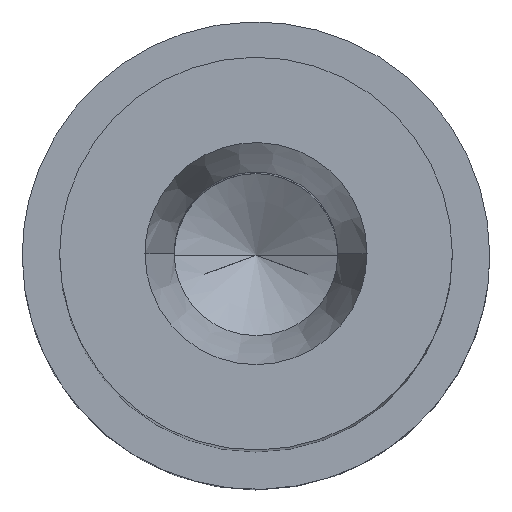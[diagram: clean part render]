
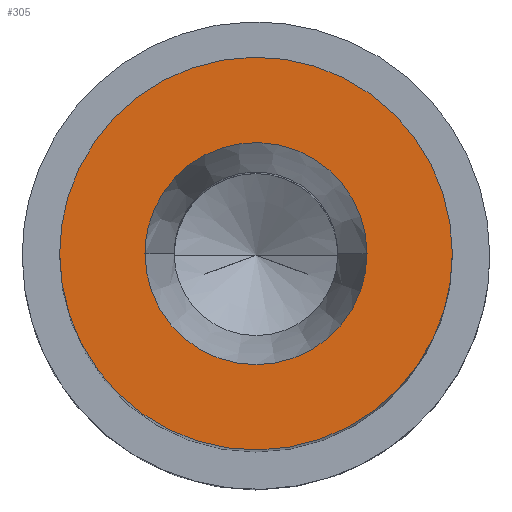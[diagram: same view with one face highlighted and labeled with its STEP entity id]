
A CAD part, top view. The second image highlights one B-rep face of the part: STEP entity #305.
In plain terms, the highlighted planar face has unit normal (0, 0, 1).
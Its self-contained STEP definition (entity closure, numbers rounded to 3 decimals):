
#118=AXIS2_PLACEMENT_3D('Circle Axis2P3D',#116,#117,$) ;
#225=AXIS2_PLACEMENT_3D('Plane Axis2P3D',#222,#223,#224) ;
#116=CARTESIAN_POINT('Axis2P3D Location',(1.,1.,20.9)) ;
#120=CARTESIAN_POINT('Vertex',(0.525,1.,20.9)) ;
#122=CARTESIAN_POINT('Vertex',(1.475,1.,20.9)) ;
#222=CARTESIAN_POINT('Axis2P3D Location',(1.84,1.,20.9)) ;
#228=CARTESIAN_POINT('Control Point',(0.16,1.,20.9)) ;
#229=CARTESIAN_POINT('Control Point',(0.16,0.91,20.9)) ;
#230=CARTESIAN_POINT('Control Point',(0.172,0.82,20.9)) ;
#231=CARTESIAN_POINT('Control Point',(0.196,0.733,20.9)) ;
#232=CARTESIAN_POINT('Control Point',(0.267,0.566,20.9)) ;
#233=CARTESIAN_POINT('Control Point',(0.379,0.424,20.9)) ;
#234=CARTESIAN_POINT('Control Point',(0.444,0.36,20.9)) ;
#235=CARTESIAN_POINT('Control Point',(0.59,0.253,20.9)) ;
#236=CARTESIAN_POINT('Control Point',(0.759,0.188,20.9)) ;
#237=CARTESIAN_POINT('Control Point',(0.848,0.167,20.9)) ;
#238=CARTESIAN_POINT('Control Point',(1.028,0.148,20.9)) ;
#239=CARTESIAN_POINT('Control Point',(1.207,0.178,20.9)) ;
#240=CARTESIAN_POINT('Control Point',(1.293,0.205,20.9)) ;
#241=CARTESIAN_POINT('Control Point',(1.458,0.281,20.9)) ;
#242=CARTESIAN_POINT('Control Point',(1.596,0.398,20.9)) ;
#243=CARTESIAN_POINT('Control Point',(1.657,0.466,20.9)) ;
#244=CARTESIAN_POINT('Control Point',(1.754,0.606,20.9)) ;
#245=CARTESIAN_POINT('Control Point',(1.812,0.765,20.9)) ;
#246=CARTESIAN_POINT('Control Point',(1.831,0.842,20.9)) ;
#247=CARTESIAN_POINT('Control Point',(1.84,0.921,20.9)) ;
#248=CARTESIAN_POINT('Control Point',(1.84,1.,20.9)) ;
#249=CARTESIAN_POINT('Vertex',(0.16,1.,20.9)) ;
#251=CARTESIAN_POINT('Vertex',(1.84,1.,20.9)) ;
#255=CARTESIAN_POINT('Control Point',(1.84,1.,20.9)) ;
#256=CARTESIAN_POINT('Control Point',(1.84,1.09,20.9)) ;
#257=CARTESIAN_POINT('Control Point',(1.828,1.18,20.9)) ;
#258=CARTESIAN_POINT('Control Point',(1.804,1.267,20.9)) ;
#259=CARTESIAN_POINT('Control Point',(1.733,1.434,20.9)) ;
#260=CARTESIAN_POINT('Control Point',(1.621,1.576,20.9)) ;
#261=CARTESIAN_POINT('Control Point',(1.556,1.64,20.9)) ;
#262=CARTESIAN_POINT('Control Point',(1.41,1.747,20.9)) ;
#263=CARTESIAN_POINT('Control Point',(1.241,1.812,20.9)) ;
#264=CARTESIAN_POINT('Control Point',(1.152,1.833,20.9)) ;
#265=CARTESIAN_POINT('Control Point',(0.972,1.852,20.9)) ;
#266=CARTESIAN_POINT('Control Point',(0.793,1.822,20.9)) ;
#267=CARTESIAN_POINT('Control Point',(0.707,1.795,20.9)) ;
#268=CARTESIAN_POINT('Control Point',(0.542,1.719,20.9)) ;
#269=CARTESIAN_POINT('Control Point',(0.404,1.602,20.9)) ;
#270=CARTESIAN_POINT('Control Point',(0.343,1.534,20.9)) ;
#271=CARTESIAN_POINT('Control Point',(0.246,1.394,20.9)) ;
#272=CARTESIAN_POINT('Control Point',(0.188,1.235,20.9)) ;
#273=CARTESIAN_POINT('Control Point',(0.169,1.158,20.9)) ;
#274=CARTESIAN_POINT('Control Point',(0.16,1.079,20.9)) ;
#275=CARTESIAN_POINT('Control Point',(0.16,1.,20.9)) ;
#282=CARTESIAN_POINT('Control Point',(1.475,1.,20.9)) ;
#283=CARTESIAN_POINT('Control Point',(1.475,1.068,20.9)) ;
#284=CARTESIAN_POINT('Control Point',(1.463,1.135,20.9)) ;
#285=CARTESIAN_POINT('Control Point',(1.439,1.2,20.9)) ;
#286=CARTESIAN_POINT('Control Point',(1.369,1.318,20.9)) ;
#287=CARTESIAN_POINT('Control Point',(1.263,1.404,20.9)) ;
#288=CARTESIAN_POINT('Control Point',(1.202,1.438,20.9)) ;
#289=CARTESIAN_POINT('Control Point',(1.072,1.482,20.9)) ;
#290=CARTESIAN_POINT('Control Point',(0.935,1.478,20.9)) ;
#291=CARTESIAN_POINT('Control Point',(0.868,1.464,20.9)) ;
#292=CARTESIAN_POINT('Control Point',(0.741,1.412,20.9)) ;
#293=CARTESIAN_POINT('Control Point',(0.639,1.32,20.9)) ;
#294=CARTESIAN_POINT('Control Point',(0.597,1.265,20.9)) ;
#295=CARTESIAN_POINT('Control Point',(0.553,1.179,20.9)) ;
#296=CARTESIAN_POINT('Control Point',(0.531,1.085,20.9)) ;
#297=CARTESIAN_POINT('Control Point',(0.527,1.057,20.9)) ;
#298=CARTESIAN_POINT('Control Point',(0.525,1.028,20.9)) ;
#299=CARTESIAN_POINT('Control Point',(0.525,1.,20.9)) ;
#117=DIRECTION('Axis2P3D Direction',(0.,0.,1.)) ;
#223=DIRECTION('Axis2P3D Direction',(0.,0.,-1.)) ;
#224=DIRECTION('Axis2P3D XDirection',(1.,0.,0.)) ;
#278=ORIENTED_EDGE('',*,*,#253,.T.) ;
#279=ORIENTED_EDGE('',*,*,#276,.T.) ;
#302=ORIENTED_EDGE('',*,*,#300,.F.) ;
#303=ORIENTED_EDGE('',*,*,#124,.F.) ;
#304=FACE_BOUND('',#301,.T.) ;
#305=ADVANCED_FACE('MANIFOLD_SOLID_BREP #32',(#280,#304),#226,.F.) ;
#227=B_SPLINE_CURVE_WITH_KNOTS('',5,(#228,#229,#230,#231,#232,#233,#234,#235,#236,#237,#238,#239,#240,#241,#242,#243,#244,#245,#246,#247,#248),.UNSPECIFIED.,.F.,.U.,(6,3,3,3,3,3,6),(0.,0.635,1.27,1.905,2.54,3.175,3.732),.UNSPECIFIED.) ;
#254=B_SPLINE_CURVE_WITH_KNOTS('',5,(#255,#256,#257,#258,#259,#260,#261,#262,#263,#264,#265,#266,#267,#268,#269,#270,#271,#272,#273,#274,#275),.UNSPECIFIED.,.F.,.U.,(6,3,3,3,3,3,6),(0.,0.635,1.27,1.905,2.54,3.175,3.732),.UNSPECIFIED.) ;
#281=B_SPLINE_CURVE_WITH_KNOTS('',5,(#282,#283,#284,#285,#286,#287,#288,#289,#290,#291,#292,#293,#294,#295,#296,#297,#298,#299),.UNSPECIFIED.,.F.,.U.,(6,3,3,3,3,6),(0.,0.477,0.955,1.432,1.91,2.11),.UNSPECIFIED.) ;
#119=CIRCLE('generated circle',#118,0.475) ;
#124=EDGE_CURVE('',#121,#123,#119,.T.) ;
#253=EDGE_CURVE('',#250,#252,#227,.T.) ;
#276=EDGE_CURVE('',#252,#250,#254,.T.) ;
#300=EDGE_CURVE('',#123,#121,#281,.T.) ;
#277=EDGE_LOOP('',(#278,#279)) ;
#301=EDGE_LOOP('',(#302,#303)) ;
#280=FACE_OUTER_BOUND('',#277,.T.) ;
#226=PLANE('',#225) ;
#121=VERTEX_POINT('',#120) ;
#123=VERTEX_POINT('',#122) ;
#250=VERTEX_POINT('',#249) ;
#252=VERTEX_POINT('',#251) ;
